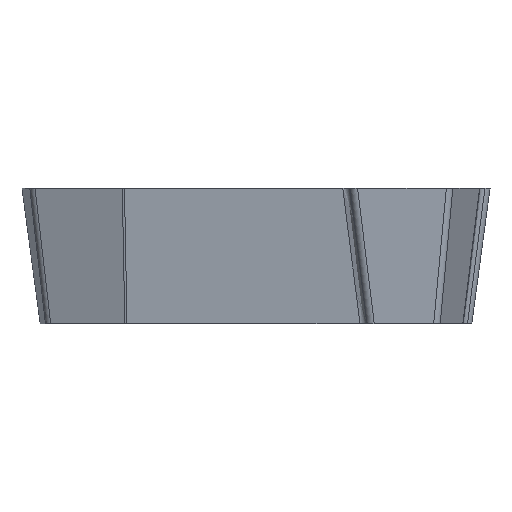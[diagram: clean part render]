
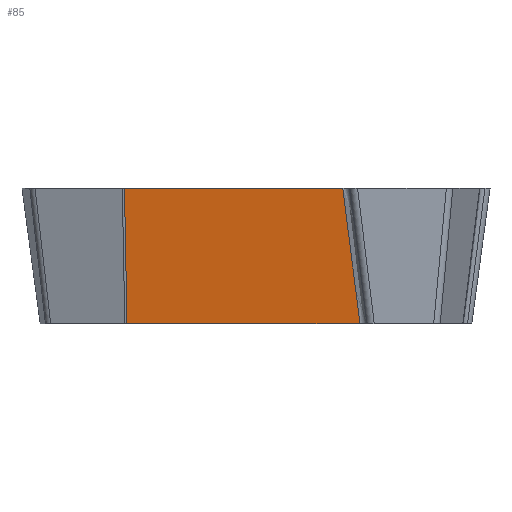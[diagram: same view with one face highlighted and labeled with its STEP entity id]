
A CAD part, left-side view. The second image highlights one B-rep face of the part: STEP entity #85.
In plain terms, the highlighted planar face has unit normal (-0.993, 0, -0.122).
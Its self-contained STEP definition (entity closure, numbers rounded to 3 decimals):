
#55=FACE_OUTER_BOUND('',#152,.T.);
#85=ADVANCED_FACE('',(#55),#119,.T.);
#119=PLANE('',#703);
#152=EDGE_LOOP('',(#278,#279,#280,#281));
#212=ELLIPSE('',#702,45.669,0.5);
#278=ORIENTED_EDGE('',*,*,#473,.F.);
#279=ORIENTED_EDGE('',*,*,#517,.T.);
#280=ORIENTED_EDGE('',*,*,#504,.T.);
#281=ORIENTED_EDGE('',*,*,#518,.T.);
#412=VERTEX_POINT('',#1133);
#413=VERTEX_POINT('',#1135);
#443=VERTEX_POINT('',#1244);
#444=VERTEX_POINT('',#1246);
#473=EDGE_CURVE('',#412,#413,#554,.T.);
#504=EDGE_CURVE('',#444,#443,#567,.T.);
#517=EDGE_CURVE('',#412,#444,#212,.T.);
#518=EDGE_CURVE('',#443,#413,#572,.T.);
#554=LINE('',#1134,#598);
#567=LINE('',#1245,#611);
#572=LINE('',#1296,#616);
#598=VECTOR('',#765,1.);
#611=VECTOR('',#808,1.);
#616=VECTOR('',#829,1.);
#702=AXIS2_PLACEMENT_3D('',#1295,#827,#828);
#703=AXIS2_PLACEMENT_3D('',#1297,#830,#831);
#765=DIRECTION('',(0.,1.,0.));
#808=DIRECTION('',(0.,1.,0.));
#827=DIRECTION('',(0.993,0.,0.122));
#828=DIRECTION('',(-0.121,0.121,0.985));
#829=DIRECTION('',(0.122,-0.018,-0.992));
#830=DIRECTION('',(-0.993,0.,-0.122));
#831=DIRECTION('',(-0.122,0.,0.993));
#1133=CARTESIAN_POINT('',(-6.872,-3.45,-4.5));
#1134=CARTESIAN_POINT('',(-6.872,4.4,-4.5));
#1135=CARTESIAN_POINT('',(-6.872,4.28,-4.5));
#1244=CARTESIAN_POINT('',(-7.425,4.363,0.));
#1245=CARTESIAN_POINT('',(-7.425,4.4,0.));
#1246=CARTESIAN_POINT('',(-7.425,-2.878,0.));
#1295=CARTESIAN_POINT('',(-9.255,-1.526,14.904));
#1296=CARTESIAN_POINT('',(-7.425,4.363,0.001));
#1297=CARTESIAN_POINT('',(-7.425,4.4,0.));
